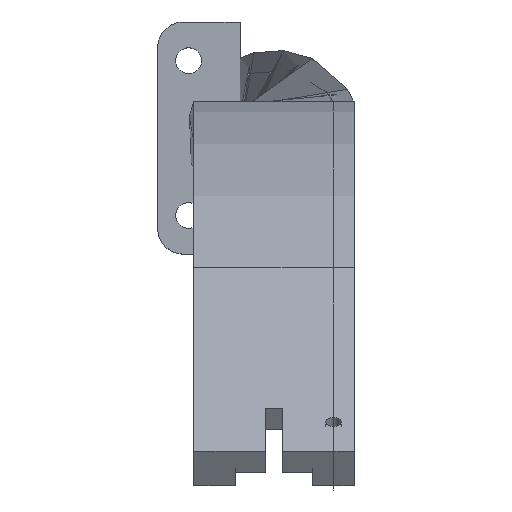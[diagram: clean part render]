
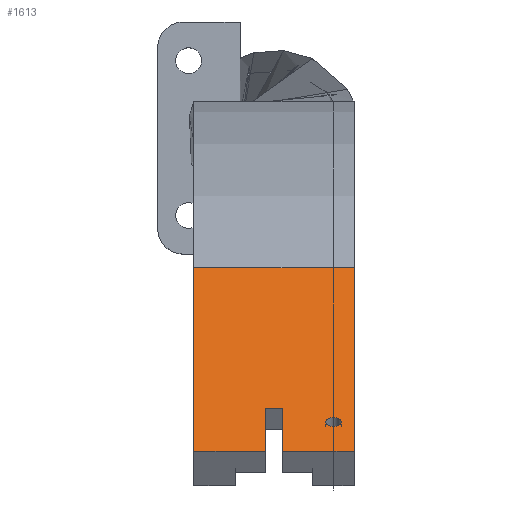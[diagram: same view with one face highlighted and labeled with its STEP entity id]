
A CAD part, top view. The second image highlights one B-rep face of the part: STEP entity #1613.
In plain terms, the highlighted planar face has unit normal (0, 0.819, 0.574).
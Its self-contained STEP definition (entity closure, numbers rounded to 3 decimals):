
#167=FACE_BOUND('',#374,.T.);
#188=PLANE('',#1708);
#210=CIRCLE('',#1675,1.5);
#282=FACE_OUTER_BOUND('',#373,.T.);
#373=EDGE_LOOP('',(#1388,#1389,#1390,#1391,#1392,#1393,#1394,#1395));
#374=EDGE_LOOP('',(#1396));
#421=LINE('',#2761,#554);
#423=LINE('',#2767,#556);
#426=LINE('',#2772,#559);
#433=LINE('',#2786,#566);
#440=LINE('',#2799,#573);
#445=LINE('',#2817,#578);
#485=LINE('',#3811,#618);
#486=LINE('',#3812,#619);
#554=VECTOR('',#1776,10.);
#556=VECTOR('',#1780,10.);
#559=VECTOR('',#1785,10.);
#566=VECTOR('',#1796,10.);
#573=VECTOR('',#1805,10.);
#578=VECTOR('',#1822,10.);
#618=VECTOR('',#1904,10.);
#619=VECTOR('',#1905,10.);
#778=VERTEX_POINT('',#2750);
#780=VERTEX_POINT('',#2755);
#782=VERTEX_POINT('',#2759);
#783=VERTEX_POINT('',#2763);
#785=VERTEX_POINT('',#2766);
#791=VERTEX_POINT('',#2785);
#796=VERTEX_POINT('',#2797);
#803=VERTEX_POINT('',#2815);
#860=VERTEX_POINT('',#3810);
#933=EDGE_CURVE('',#778,#778,#210,.T.);
#937=EDGE_CURVE('',#780,#782,#421,.T.);
#939=EDGE_CURVE('',#785,#783,#423,.T.);
#942=EDGE_CURVE('',#782,#785,#426,.T.);
#949=EDGE_CURVE('',#780,#791,#433,.T.);
#956=EDGE_CURVE('',#796,#783,#440,.T.);
#965=EDGE_CURVE('',#803,#796,#445,.T.);
#1059=EDGE_CURVE('',#803,#860,#485,.T.);
#1060=EDGE_CURVE('',#860,#791,#486,.T.);
#1388=ORIENTED_EDGE('',*,*,#939,.T.);
#1389=ORIENTED_EDGE('',*,*,#956,.F.);
#1390=ORIENTED_EDGE('',*,*,#965,.F.);
#1391=ORIENTED_EDGE('',*,*,#1059,.T.);
#1392=ORIENTED_EDGE('',*,*,#1060,.T.);
#1393=ORIENTED_EDGE('',*,*,#949,.F.);
#1394=ORIENTED_EDGE('',*,*,#937,.T.);
#1395=ORIENTED_EDGE('',*,*,#942,.T.);
#1396=ORIENTED_EDGE('',*,*,#933,.T.);
#1613=ADVANCED_FACE('',(#282,#167),#188,.T.);
#1675=AXIS2_PLACEMENT_3D('',#2752,#1769,#1770);
#1708=AXIS2_PLACEMENT_3D('',#3809,#1902,#1903);
#1769=DIRECTION('center_axis',(0.,-0.819,-0.574));
#1770=DIRECTION('ref_axis',(1.,0.,0.));
#1776=DIRECTION('',(0.,0.574,-0.819));
#1780=DIRECTION('',(0.,-0.574,0.819));
#1785=DIRECTION('',(1.,0.,0.));
#1796=DIRECTION('',(-1.,0.,0.));
#1805=DIRECTION('',(-1.,0.,0.));
#1822=DIRECTION('',(0.,-0.574,0.819));
#1902=DIRECTION('center_axis',(0.,0.819,0.574));
#1903=DIRECTION('ref_axis',(-1.,0.,0.));
#1904=DIRECTION('',(-1.,0.,0.));
#1905=DIRECTION('',(0.,-0.574,0.819));
#2750=CARTESIAN_POINT('',(10.025,-54.533,170.639));
#2752=CARTESIAN_POINT('Origin',(11.525,-54.533,170.639));
#2755=CARTESIAN_POINT('',(-1.7,-60.269,178.831));
#2759=CARTESIAN_POINT('',(-1.7,-51.837,166.789));
#2761=CARTESIAN_POINT('',(-1.7,-42.426,153.349));
#2763=CARTESIAN_POINT('',(1.7,-60.269,178.831));
#2766=CARTESIAN_POINT('',(1.7,-51.837,166.789));
#2767=CARTESIAN_POINT('',(1.7,-42.426,153.349));
#2772=CARTESIAN_POINT('',(7.763,-51.837,166.789));
#2785=CARTESIAN_POINT('',(-15.525,-60.269,178.831));
#2786=CARTESIAN_POINT('',(15.525,-60.269,178.831));
#2797=CARTESIAN_POINT('',(15.525,-60.269,178.831));
#2799=CARTESIAN_POINT('',(15.525,-60.269,178.831));
#2815=CARTESIAN_POINT('',(15.525,-24.584,127.868));
#2817=CARTESIAN_POINT('',(15.525,-24.584,127.868));
#3809=CARTESIAN_POINT('Origin',(15.525,-24.584,127.868));
#3810=CARTESIAN_POINT('',(-15.525,-24.584,127.868));
#3811=CARTESIAN_POINT('',(15.525,-24.584,127.868));
#3812=CARTESIAN_POINT('',(-15.525,-24.584,127.868));
